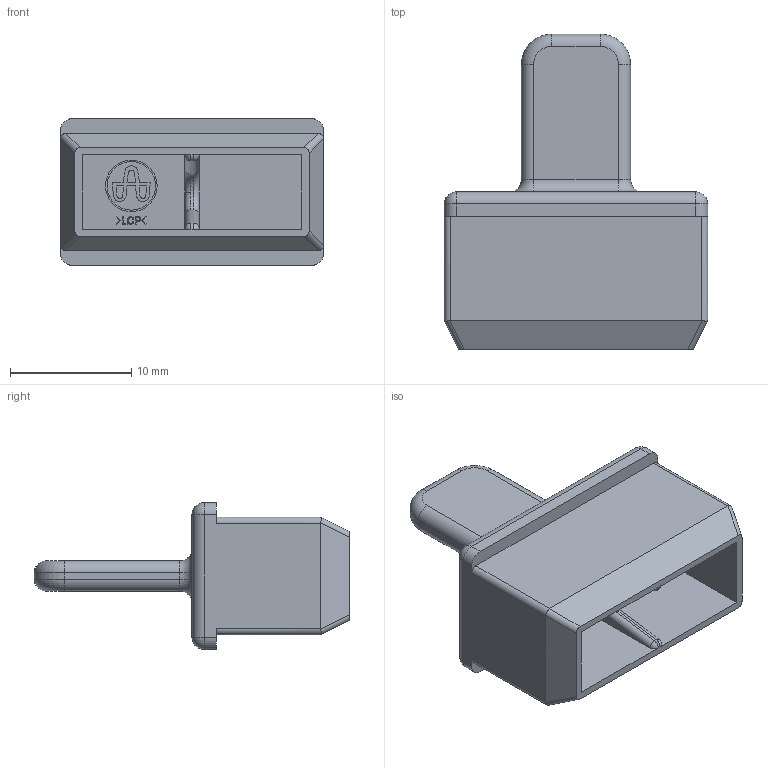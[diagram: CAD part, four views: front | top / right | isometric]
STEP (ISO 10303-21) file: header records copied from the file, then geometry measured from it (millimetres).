
FILE_DESCRIPTION (( 'STEP AP214' ), '1' );
FILE_NAME ('05-00257--A115712-001.STEP', '2020-09-23T08:20:38', ( '' ), ( '' ), 'SwSTEP 2.0', 'SolidWorks 2018', '' );
FILE_SCHEMA (( 'AUTOMOTIVE_DESIGN' ));
Length unit declared in the file: millimetre
Products named in the file (2): 05-00257--A115712-001
Bounding box: 21.7 x 26 x 12.1 mm (x, y, z)
Volume: 1835 mm3; surface area: 2087 mm2
Topology: 1 solids, 1 shells, 181 faces, 455 edges, 286 vertices
Faces by surface type: plane 77, cylinder 61, bspline 24, torus 11, sphere 8
Entity records: 6205 total; most frequent: CARTESIAN_POINT 1952, ORIENTED_EDGE 902, DIRECTION 832, EDGE_CURVE 451, VERTEX_POINT 286, AXIS2_PLACEMENT_3D 286, VECTOR 260, LINE 260
